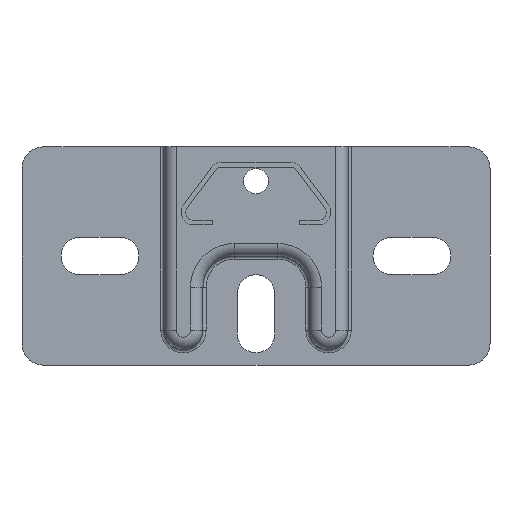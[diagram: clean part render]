
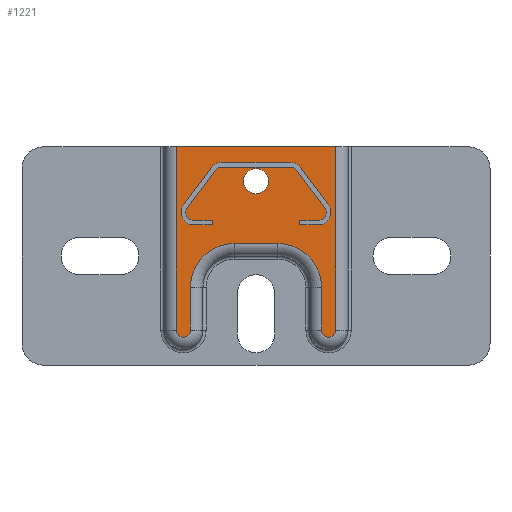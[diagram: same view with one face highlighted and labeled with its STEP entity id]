
A CAD part, front view. The second image highlights one B-rep face of the part: STEP entity #1221.
In plain terms, the highlighted planar face has unit normal (0, -1, 0).
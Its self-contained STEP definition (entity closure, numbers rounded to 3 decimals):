
#26 = CIRCLE ( 'NONE', #1624, 4. ) ;
#119 = CARTESIAN_POINT ( 'NONE',  ( 0., -9., 59. ) ) ;
#133 = CARTESIAN_POINT ( 'NONE',  ( 23.25, -9., 11.25 ) ) ;
#134 = CARTESIAN_POINT ( 'NONE',  ( -23.25, -9., 39. ) ) ;
#138 = CARTESIAN_POINT ( 'NONE',  ( -25.5, -9., 11.25 ) ) ;
#211 = AXIS2_PLACEMENT_3D ( 'NONE', #866, #2908, #1424 ) ;
#231 = DIRECTION ( 'NONE',  ( -1., 0., 0. ) ) ;
#234 = VERTEX_POINT ( 'NONE', #1807 ) ;
#247 = VERTEX_POINT ( 'NONE', #4621 ) ;
#310 = ORIENTED_EDGE ( 'NONE', *, *, #1966, .T. ) ;
#318 = EDGE_CURVE ( 'NONE', #610, #4193, #26, .T. ) ;
#410 = LINE ( 'NONE', #134, #4303 ) ;
#428 = ORIENTED_EDGE ( 'NONE', *, *, #318, .F. ) ;
#563 = AXIS2_PLACEMENT_3D ( 'NONE', #1297, #1285, #1264 ) ;
#610 = VERTEX_POINT ( 'NONE', #4335 ) ;
#658 = CARTESIAN_POINT ( 'NONE',  ( -21., -9., 11.25 ) ) ;
#745 = CARTESIAN_POINT ( 'NONE',  ( -4., -9., 59. ) ) ;
#866 = CARTESIAN_POINT ( 'NONE',  ( -7., -9., 25. ) ) ;
#901 = ORIENTED_EDGE ( 'NONE', *, *, #2362, .T. ) ;
#940 = LINE ( 'NONE', #3802, #2817 ) ;
#962 = DIRECTION ( 'NONE',  ( 0., 0., 1. ) ) ;
#1009 = LINE ( 'NONE', #2210, #2871 ) ;
#1109 = CARTESIAN_POINT ( 'NONE',  ( 25.5, -9., 11.25 ) ) ;
#1180 = VERTEX_POINT ( 'NONE', #2381 ) ;
#1221 = ADVANCED_FACE ( 'NONE', ( #4033, #3069 ), #1683, .F. ) ;
#1264 = DIRECTION ( 'NONE',  ( 1., 0., 0. ) ) ;
#1285 = DIRECTION ( 'NONE',  ( 0., 1., 0. ) ) ;
#1297 = CARTESIAN_POINT ( 'NONE',  ( -23.25, -9., 11.25 ) ) ;
#1351 = ORIENTED_EDGE ( 'NONE', *, *, #2185, .T. ) ;
#1424 = DIRECTION ( 'NONE',  ( 1., 0., 0. ) ) ;
#1438 = DIRECTION ( 'NONE',  ( 0., 0., -1. ) ) ;
#1453 = ORIENTED_EDGE ( 'NONE', *, *, #2134, .T. ) ;
#1507 = VERTEX_POINT ( 'NONE', #3199 ) ;
#1624 = AXIS2_PLACEMENT_3D ( 'NONE', #119, #4268, #2100 ) ;
#1683 = PLANE ( 'NONE',  #563 ) ;
#1694 = VERTEX_POINT ( 'NONE', #1871 ) ;
#1807 = CARTESIAN_POINT ( 'NONE',  ( -25.5, -9., 70. ) ) ;
#1832 = DIRECTION ( 'NONE',  ( 0., 1., 0. ) ) ;
#1833 = AXIS2_PLACEMENT_3D ( 'NONE', #133, #2731, #4457 ) ;
#1835 = EDGE_CURVE ( 'NONE', #234, #3300, #3640, .T. ) ;
#1871 = CARTESIAN_POINT ( 'NONE',  ( -21., -9., 25. ) ) ;
#1910 = CIRCLE ( 'NONE', #211, 14. ) ;
#1917 = CARTESIAN_POINT ( 'NONE',  ( 0., -9., 59. ) ) ;
#1966 = EDGE_CURVE ( 'NONE', #3124, #3799, #4261, .T. ) ;
#1987 = EDGE_CURVE ( 'NONE', #3799, #1507, #3303, .T. ) ;
#2051 = CARTESIAN_POINT ( 'NONE',  ( 21., -9., 11.25 ) ) ;
#2081 = EDGE_CURVE ( 'NONE', #3300, #4818, #2235, .T. ) ;
#2100 = DIRECTION ( 'NONE',  ( -1., 0., 0. ) ) ;
#2134 = EDGE_CURVE ( 'NONE', #4818, #1694, #940, .T. ) ;
#2170 = VECTOR ( 'NONE', #1438, 1000. ) ;
#2185 = EDGE_CURVE ( 'NONE', #1694, #247, #1910, .T. ) ;
#2210 = CARTESIAN_POINT ( 'NONE',  ( -29.5, -9., 70. ) ) ;
#2235 = CIRCLE ( 'NONE', #4403, 2.25 ) ;
#2249 = VECTOR ( 'NONE', #962, 1000. ) ;
#2256 = EDGE_CURVE ( 'NONE', #247, #1180, #410, .T. ) ;
#2263 = DIRECTION ( 'NONE',  ( -1., 0., 0. ) ) ;
#2278 = EDGE_CURVE ( 'NONE', #1180, #3431, #2399, .T. ) ;
#2288 = LINE ( 'NONE', #3979, #2170 ) ;
#2312 = ORIENTED_EDGE ( 'NONE', *, *, #2278, .T. ) ;
#2314 = EDGE_CURVE ( 'NONE', #3431, #3124, #2288, .T. ) ;
#2362 = EDGE_CURVE ( 'NONE', #1507, #234, #1009, .T. ) ;
#2373 = CARTESIAN_POINT ( 'NONE',  ( 21., -9., 25. ) ) ;
#2374 = EDGE_CURVE ( 'NONE', #4193, #610, #3727, .T. ) ;
#2381 = CARTESIAN_POINT ( 'NONE',  ( 7., -9., 39. ) ) ;
#2385 = ORIENTED_EDGE ( 'NONE', *, *, #2374, .F. ) ;
#2399 = CIRCLE ( 'NONE', #4038, 14. ) ;
#2487 = DIRECTION ( 'NONE',  ( 0., 0., -1. ) ) ;
#2566 = VECTOR ( 'NONE', #2487, 1000. ) ;
#2731 = DIRECTION ( 'NONE',  ( 0., -1., 0. ) ) ;
#2771 = ORIENTED_EDGE ( 'NONE', *, *, #1835, .T. ) ;
#2777 = EDGE_LOOP ( 'NONE', ( #2385, #428 ) ) ;
#2817 = VECTOR ( 'NONE', #3977, 1000. ) ;
#2871 = VECTOR ( 'NONE', #231, 1000. ) ;
#2908 = DIRECTION ( 'NONE',  ( 0., 1., 0. ) ) ;
#3069 = FACE_OUTER_BOUND ( 'NONE', #3574, .T. ) ;
#3124 = VERTEX_POINT ( 'NONE', #2051 ) ;
#3199 = CARTESIAN_POINT ( 'NONE',  ( 25.5, -9., 70. ) ) ;
#3292 = ORIENTED_EDGE ( 'NONE', *, *, #2256, .T. ) ;
#3300 = VERTEX_POINT ( 'NONE', #138 ) ;
#3303 = LINE ( 'NONE', #3738, #2249 ) ;
#3431 = VERTEX_POINT ( 'NONE', #2373 ) ;
#3574 = EDGE_LOOP ( 'NONE', ( #310, #3929, #901, #2771, #4410, #1453, #1351, #3292, #2312, #4857 ) ) ;
#3582 = DIRECTION ( 'NONE',  ( 1., 0., 0. ) ) ;
#3640 = LINE ( 'NONE', #3932, #2566 ) ;
#3727 = CIRCLE ( 'NONE', #4734, 4. ) ;
#3738 = CARTESIAN_POINT ( 'NONE',  ( 25.5, -9., 11.25 ) ) ;
#3799 = VERTEX_POINT ( 'NONE', #1109 ) ;
#3802 = CARTESIAN_POINT ( 'NONE',  ( -21., -9., 11.25 ) ) ;
#3929 = ORIENTED_EDGE ( 'NONE', *, *, #1987, .T. ) ;
#3932 = CARTESIAN_POINT ( 'NONE',  ( -25.5, -9., 11.25 ) ) ;
#3958 = CARTESIAN_POINT ( 'NONE',  ( 7., -9., 25. ) ) ;
#3977 = DIRECTION ( 'NONE',  ( 0., 0., 1. ) ) ;
#3979 = CARTESIAN_POINT ( 'NONE',  ( 21., -9., 11.25 ) ) ;
#4033 = FACE_BOUND ( 'NONE', #2777, .T. ) ;
#4038 = AXIS2_PLACEMENT_3D ( 'NONE', #3958, #1832, #4329 ) ;
#4193 = VERTEX_POINT ( 'NONE', #745 ) ;
#4261 = CIRCLE ( 'NONE', #1833, 2.25 ) ;
#4268 = DIRECTION ( 'NONE',  ( 0., -1., 0. ) ) ;
#4303 = VECTOR ( 'NONE', #3582, 1000. ) ;
#4329 = DIRECTION ( 'NONE',  ( 1., 0., 0. ) ) ;
#4335 = CARTESIAN_POINT ( 'NONE',  ( 4., -9., 59. ) ) ;
#4393 = DIRECTION ( 'NONE',  ( 1., 0., 0. ) ) ;
#4403 = AXIS2_PLACEMENT_3D ( 'NONE', #4449, #4427, #4393 ) ;
#4409 = DIRECTION ( 'NONE',  ( 0., -1., 0. ) ) ;
#4410 = ORIENTED_EDGE ( 'NONE', *, *, #2081, .T. ) ;
#4427 = DIRECTION ( 'NONE',  ( 0., -1., 0. ) ) ;
#4449 = CARTESIAN_POINT ( 'NONE',  ( -23.25, -9., 11.25 ) ) ;
#4457 = DIRECTION ( 'NONE',  ( 1., 0., 0. ) ) ;
#4621 = CARTESIAN_POINT ( 'NONE',  ( -7., -9., 39. ) ) ;
#4734 = AXIS2_PLACEMENT_3D ( 'NONE', #1917, #4409, #2263 ) ;
#4818 = VERTEX_POINT ( 'NONE', #658 ) ;
#4857 = ORIENTED_EDGE ( 'NONE', *, *, #2314, .T. ) ;
